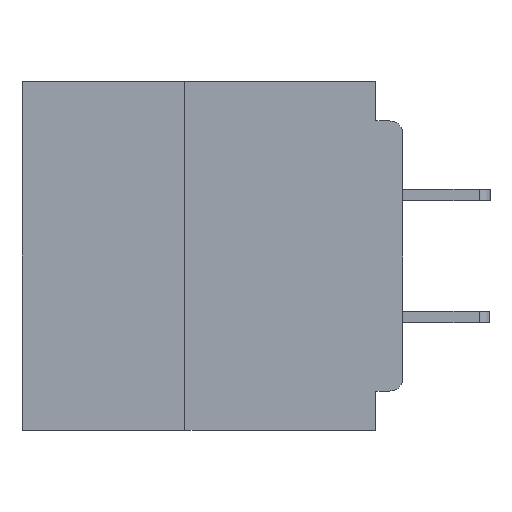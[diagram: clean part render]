
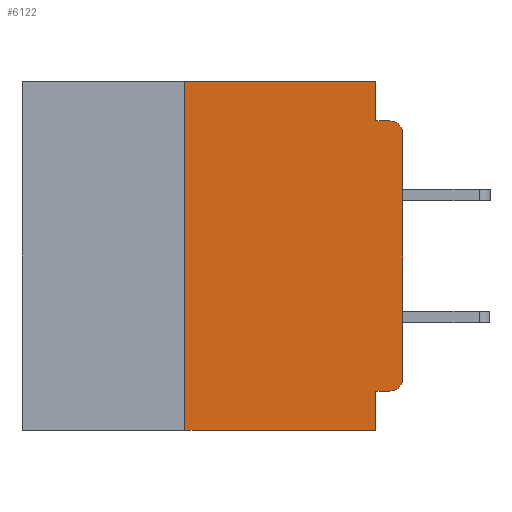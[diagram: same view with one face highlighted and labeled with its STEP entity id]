
A CAD part, left-side view. The second image highlights one B-rep face of the part: STEP entity #6122.
In plain terms, the highlighted planar face has unit normal (-1, 0, 0).
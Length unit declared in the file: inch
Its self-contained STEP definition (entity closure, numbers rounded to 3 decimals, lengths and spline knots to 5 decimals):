
#552 = VERTEX_POINT ( 'NONE', #53706 ) ;
#1131 = EDGE_CURVE ( 'NONE', #33896, #38245, #47331, .T. ) ;
#1157 = EDGE_CURVE ( 'NONE', #14223, #33896, #44523, .T. ) ;
#3892 = LINE ( 'NONE', #32903, #50546 ) ;
#5478 = EDGE_CURVE ( 'NONE', #47764, #13684, #3892, .T. ) ;
#5706 = CARTESIAN_POINT ( 'NONE',  ( 0., 0.437, -0.4 ) ) ;
#6122 = ADVANCED_FACE ( 'NONE', ( #56783 ), #51503, .F. ) ;
#6169 = DIRECTION ( 'NONE',  ( 0., 0., 1. ) ) ;
#6932 = CARTESIAN_POINT ( 'NONE',  ( 0., 0., -0.06 ) ) ;
#8109 = ORIENTED_EDGE ( 'NONE', *, *, #43735, .T. ) ;
#8244 = DIRECTION ( 'NONE',  ( 0., 0., 1. ) ) ;
#8626 = CARTESIAN_POINT ( 'NONE',  ( 0., 0.015, -0.34 ) ) ;
#9211 = CARTESIAN_POINT ( 'NONE',  ( 0., 0., -0.355 ) ) ;
#11307 = EDGE_CURVE ( 'NONE', #552, #40814, #51465, .T. ) ;
#11998 = ORIENTED_EDGE ( 'NONE', *, *, #1157, .T. ) ;
#12884 = VECTOR ( 'NONE', #13767, 39.37008 ) ;
#12897 = EDGE_CURVE ( 'NONE', #58360, #40814, #56846, .T. ) ;
#13199 = DIRECTION ( 'NONE',  ( 0., 0., -1. ) ) ;
#13684 = VERTEX_POINT ( 'NONE', #45524 ) ;
#13767 = DIRECTION ( 'NONE',  ( 0., 1., 0. ) ) ;
#14223 = VERTEX_POINT ( 'NONE', #57987 ) ;
#15639 = DIRECTION ( 'NONE',  ( 1., 0., 0. ) ) ;
#16714 = DIRECTION ( 'NONE',  ( -1., 0., 0. ) ) ;
#18761 = DIRECTION ( 'NONE',  ( 0., -1., 0. ) ) ;
#18823 = CARTESIAN_POINT ( 'NONE',  ( 0., 0.031, -0.355 ) ) ;
#19450 = DIRECTION ( 'NONE',  ( 0., -1., 0. ) ) ;
#19687 = CARTESIAN_POINT ( 'NONE',  ( 0., 0.25, -0.4 ) ) ;
#19748 = ORIENTED_EDGE ( 'NONE', *, *, #12897, .F. ) ;
#20692 = VERTEX_POINT ( 'NONE', #27699 ) ;
#21375 = ORIENTED_EDGE ( 'NONE', *, *, #11307, .T. ) ;
#21613 = EDGE_CURVE ( 'NONE', #44061, #47764, #49127, .T. ) ;
#22122 = CARTESIAN_POINT ( 'NONE',  ( 0., 0.031, -0.045 ) ) ;
#23157 = VECTOR ( 'NONE', #18761, 39.37008 ) ;
#23624 = EDGE_LOOP ( 'NONE', ( #25972, #8109, #24676, #34617, #34639, #34062, #21375, #19748, #42602, #11998 ) ) ;
#24676 = ORIENTED_EDGE ( 'NONE', *, *, #5478, .F. ) ;
#25972 = ORIENTED_EDGE ( 'NONE', *, *, #1131, .T. ) ;
#27104 = DIRECTION ( 'NONE',  ( 0., 0., -1. ) ) ;
#27699 = CARTESIAN_POINT ( 'NONE',  ( 0., 0.25, 0. ) ) ;
#28139 = LINE ( 'NONE', #19687, #50598 ) ;
#31068 = CARTESIAN_POINT ( 'NONE',  ( 0., 0., 0. ) ) ;
#32903 = CARTESIAN_POINT ( 'NONE',  ( 0., 0., -0.045 ) ) ;
#32996 = VECTOR ( 'NONE', #48531, 39.37008 ) ;
#33896 = VERTEX_POINT ( 'NONE', #40024 ) ;
#33989 = VECTOR ( 'NONE', #8244, 39.37008 ) ;
#34062 = ORIENTED_EDGE ( 'NONE', *, *, #44408, .F. ) ;
#34617 = ORIENTED_EDGE ( 'NONE', *, *, #21613, .F. ) ;
#34639 = ORIENTED_EDGE ( 'NONE', *, *, #49208, .F. ) ;
#35801 = VECTOR ( 'NONE', #27104, 39.37008 ) ;
#37240 = CARTESIAN_POINT ( 'NONE',  ( 0., 0.031, 0. ) ) ;
#38245 = VERTEX_POINT ( 'NONE', #6932 ) ;
#39230 = AXIS2_PLACEMENT_3D ( 'NONE', #8626, #40274, #13199 ) ;
#39602 = EDGE_CURVE ( 'NONE', #14223, #58360, #48898, .T. ) ;
#40024 = CARTESIAN_POINT ( 'NONE',  ( 0., 0., -0.34 ) ) ;
#40274 = DIRECTION ( 'NONE',  ( -1., 0., 0. ) ) ;
#40814 = VERTEX_POINT ( 'NONE', #50159 ) ;
#40878 = CIRCLE ( 'NONE', #50456, 0.015 ) ;
#42295 = CARTESIAN_POINT ( 'NONE',  ( 0., 0.437, 0. ) ) ;
#42602 = ORIENTED_EDGE ( 'NONE', *, *, #39602, .F. ) ;
#43735 = EDGE_CURVE ( 'NONE', #38245, #13684, #40878, .T. ) ;
#43761 = CARTESIAN_POINT ( 'NONE',  ( 0., 0.015, -0.06 ) ) ;
#44036 = CARTESIAN_POINT ( 'NONE',  ( 0., 0.031, -0.4 ) ) ;
#44061 = VERTEX_POINT ( 'NONE', #37240 ) ;
#44408 = EDGE_CURVE ( 'NONE', #552, #20692, #28139, .T. ) ;
#44523 = CIRCLE ( 'NONE', #39230, 0.015 ) ;
#45524 = CARTESIAN_POINT ( 'NONE',  ( 0., 0.015, -0.045 ) ) ;
#45782 = CARTESIAN_POINT ( 'NONE',  ( 0., 0.437, 0. ) ) ;
#47197 = DIRECTION ( 'NONE',  ( 0., 0., -1. ) ) ;
#47331 = LINE ( 'NONE', #31068, #33989 ) ;
#47764 = VERTEX_POINT ( 'NONE', #22122 ) ;
#48256 = DIRECTION ( 'NONE',  ( 0., 0., -1. ) ) ;
#48531 = DIRECTION ( 'NONE',  ( 0., 0., -1. ) ) ;
#48898 = LINE ( 'NONE', #9211, #12884 ) ;
#49127 = LINE ( 'NONE', #58469, #35801 ) ;
#49208 = EDGE_CURVE ( 'NONE', #20692, #44061, #57575, .T. ) ;
#50049 = VECTOR ( 'NONE', #50921, 39.37008 ) ;
#50159 = CARTESIAN_POINT ( 'NONE',  ( 0., 0.031, -0.4 ) ) ;
#50456 = AXIS2_PLACEMENT_3D ( 'NONE', #43761, #16714, #48256 ) ;
#50546 = VECTOR ( 'NONE', #19450, 39.37008 ) ;
#50598 = VECTOR ( 'NONE', #6169, 39.37008 ) ;
#50921 = DIRECTION ( 'NONE',  ( 0., -1., 0. ) ) ;
#51465 = LINE ( 'NONE', #5706, #50049 ) ;
#51503 = PLANE ( 'NONE',  #53708 ) ;
#53706 = CARTESIAN_POINT ( 'NONE',  ( 0., 0.25, -0.4 ) ) ;
#53708 = AXIS2_PLACEMENT_3D ( 'NONE', #42295, #15639, #47197 ) ;
#56783 = FACE_OUTER_BOUND ( 'NONE', #23624, .T. ) ;
#56846 = LINE ( 'NONE', #44036, #32996 ) ;
#57575 = LINE ( 'NONE', #45782, #23157 ) ;
#57987 = CARTESIAN_POINT ( 'NONE',  ( 0., 0.015, -0.355 ) ) ;
#58360 = VERTEX_POINT ( 'NONE', #18823 ) ;
#58469 = CARTESIAN_POINT ( 'NONE',  ( 0., 0.031, 0. ) ) ;
